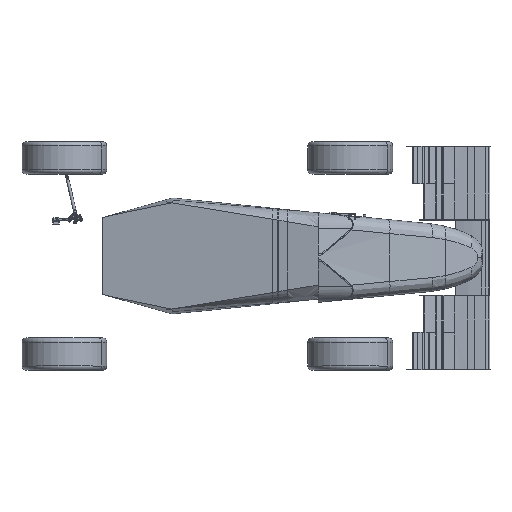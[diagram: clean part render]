
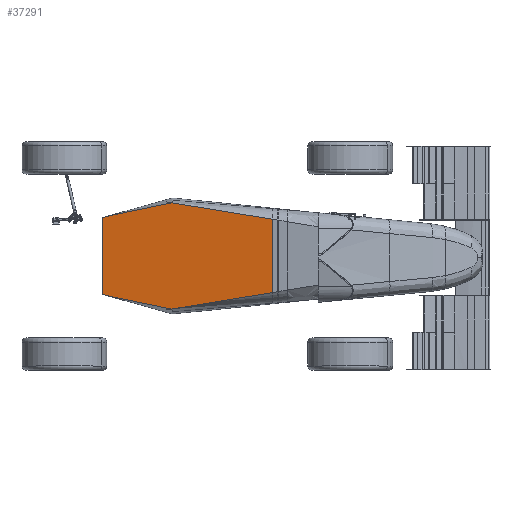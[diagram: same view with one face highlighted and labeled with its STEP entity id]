
A CAD part, top view. The second image highlights one B-rep face of the part: STEP entity #37291.
In plain terms, the highlighted face is planar.
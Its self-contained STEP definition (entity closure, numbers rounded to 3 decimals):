
#34995=CARTESIAN_POINT('Line Origine',(-110.247,-646.292,419.52)) ;
#34999=CARTESIAN_POINT('Vertex',(72.374,-664.761,450.624)) ;
#35001=CARTESIAN_POINT('Vertex',(-292.868,-627.824,388.417)) ;
#35070=CARTESIAN_POINT('Vertex',(45.365,-674.069,445.813)) ;
#35073=CARTESIAN_POINT('Line Origine',(58.87,-669.415,448.219)) ;
#35961=CARTESIAN_POINT('Vertex',(7.705,-31.071,450.624)) ;
#36003=CARTESIAN_POINT('Vertex',(-342.546,-141.026,388.417)) ;
#36006=CARTESIAN_POINT('Line Origine',(-167.42,-86.049,419.52)) ;
#36094=CARTESIAN_POINT('Line Origine',(-6.461,-29.241,448.219)) ;
#36098=CARTESIAN_POINT('Vertex',(-20.628,-27.411,445.813)) ;
#37117=CARTESIAN_POINT('Axis2P3D Location',(-1.55,-28.568,449.076)) ;
#37225=CARTESIAN_POINT('Vertex',(625.138,-66.55,556.259)) ;
#37228=CARTESIAN_POINT('Line Origine',(647.526,-285.922,556.259)) ;
#37232=CARTESIAN_POINT('Vertex',(669.913,-505.293,556.259)) ;
#37250=CARTESIAN_POINT('Line Origine',(302.255,-46.981,501.036)) ;
#37255=CARTESIAN_POINT('Line Origine',(-366.381,-150.508,384.148)) ;
#37259=CARTESIAN_POINT('Vertex',(-390.216,-159.989,379.88)) ;
#37262=CARTESIAN_POINT('Line Origine',(-366.801,-389.435,379.88)) ;
#37266=CARTESIAN_POINT('Vertex',(-343.385,-618.881,379.88)) ;
#37269=CARTESIAN_POINT('Line Origine',(-318.126,-623.352,384.148)) ;
#37274=CARTESIAN_POINT('Line Origine',(357.639,-589.681,501.036)) ;
#34996=DIRECTION('Vector Direction',(-0.981,0.099,-0.167)) ;
#35074=DIRECTION('Vector Direction',(-0.932,-0.321,-0.166)) ;
#36007=DIRECTION('Vector Direction',(-0.941,-0.295,-0.167)) ;
#36095=DIRECTION('Vector Direction',(-0.978,0.126,-0.166)) ;
#37118=DIRECTION('Axis2P3D Direction',(0.17,0.017,-0.985)) ;
#37119=DIRECTION('Axis2P3D XDirection',(0.984,-0.06,0.168)) ;
#37229=DIRECTION('Vector Direction',(0.102,-0.995,0.)) ;
#37251=DIRECTION('Vector Direction',(0.984,-0.06,0.168)) ;
#37256=DIRECTION('Vector Direction',(-0.917,-0.365,-0.164)) ;
#37263=DIRECTION('Vector Direction',(0.102,-0.995,0.)) ;
#37270=DIRECTION('Vector Direction',(-0.971,0.172,-0.164)) ;
#37275=DIRECTION('Vector Direction',(0.952,0.257,0.168)) ;
#37120=AXIS2_PLACEMENT_3D('Plane Axis2P3D',#37117,#37118,#37119) ;
#37280=ORIENTED_EDGE('',*,*,#37254,.F.) ;
#37281=ORIENTED_EDGE('',*,*,#36100,.F.) ;
#37282=ORIENTED_EDGE('',*,*,#36010,.T.) ;
#37283=ORIENTED_EDGE('',*,*,#37261,.T.) ;
#37284=ORIENTED_EDGE('',*,*,#37268,.T.) ;
#37285=ORIENTED_EDGE('',*,*,#37273,.F.) ;
#37286=ORIENTED_EDGE('',*,*,#35003,.F.) ;
#37287=ORIENTED_EDGE('',*,*,#35077,.T.) ;
#37288=ORIENTED_EDGE('',*,*,#37278,.T.) ;
#37289=ORIENTED_EDGE('',*,*,#37234,.F.) ;
#34997=VECTOR('Line Direction',#34996,1.) ;
#35075=VECTOR('Line Direction',#35074,1.) ;
#36008=VECTOR('Line Direction',#36007,1.) ;
#36096=VECTOR('Line Direction',#36095,1.) ;
#37230=VECTOR('Line Direction',#37229,1.) ;
#37252=VECTOR('Line Direction',#37251,1.) ;
#37257=VECTOR('Line Direction',#37256,1.) ;
#37264=VECTOR('Line Direction',#37263,1.) ;
#37271=VECTOR('Line Direction',#37270,1.) ;
#37276=VECTOR('Line Direction',#37275,1.) ;
#37291=ADVANCED_FACE('',(#37290),#37121,.F.) ;
#35003=EDGE_CURVE('',#35000,#35002,#34998,.T.) ;
#35077=EDGE_CURVE('',#35000,#35071,#35076,.T.) ;
#36010=EDGE_CURVE('',#35962,#36004,#36009,.T.) ;
#36100=EDGE_CURVE('',#35962,#36099,#36097,.T.) ;
#37234=EDGE_CURVE('',#37226,#37233,#37231,.T.) ;
#37254=EDGE_CURVE('',#36099,#37226,#37253,.T.) ;
#37261=EDGE_CURVE('',#36004,#37260,#37258,.T.) ;
#37268=EDGE_CURVE('',#37260,#37267,#37265,.T.) ;
#37273=EDGE_CURVE('',#35002,#37267,#37272,.T.) ;
#37278=EDGE_CURVE('',#35071,#37233,#37277,.T.) ;
#37279=EDGE_LOOP('',(#37280,#37281,#37282,#37283,#37284,#37285,#37286,#37287,#37288,#37289)) ;
#37290=FACE_OUTER_BOUND('',#37279,.T.) ;
#34998=LINE('Line',#34995,#34997) ;
#35076=LINE('Line',#35073,#35075) ;
#36009=LINE('Line',#36006,#36008) ;
#36097=LINE('Line',#36094,#36096) ;
#37231=LINE('Line',#37228,#37230) ;
#37253=LINE('Line',#37250,#37252) ;
#37258=LINE('Line',#37255,#37257) ;
#37265=LINE('Line',#37262,#37264) ;
#37272=LINE('Line',#37269,#37271) ;
#37277=LINE('Line',#37274,#37276) ;
#37121=PLANE('Plane',#37120) ;
#35000=VERTEX_POINT('',#34999) ;
#35002=VERTEX_POINT('',#35001) ;
#35071=VERTEX_POINT('',#35070) ;
#35962=VERTEX_POINT('',#35961) ;
#36004=VERTEX_POINT('',#36003) ;
#36099=VERTEX_POINT('',#36098) ;
#37226=VERTEX_POINT('',#37225) ;
#37233=VERTEX_POINT('',#37232) ;
#37260=VERTEX_POINT('',#37259) ;
#37267=VERTEX_POINT('',#37266) ;
